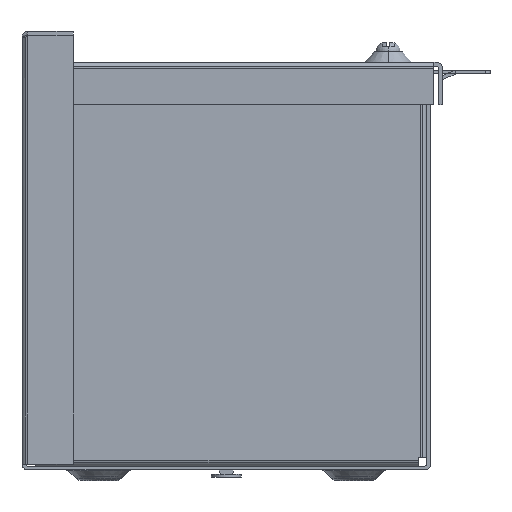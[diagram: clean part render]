
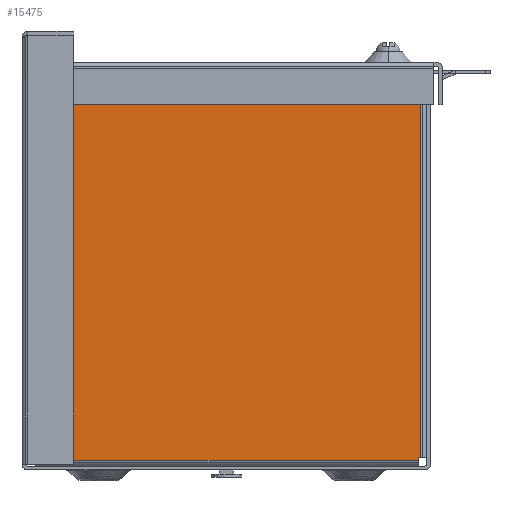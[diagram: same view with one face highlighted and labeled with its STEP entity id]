
A CAD part, left-side view. The second image highlights one B-rep face of the part: STEP entity #15475.
In plain terms, the highlighted planar face has unit normal (-1, 0, 0).
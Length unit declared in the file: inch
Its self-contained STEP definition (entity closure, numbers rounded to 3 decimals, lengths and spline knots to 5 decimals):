
#317 = ORIENTED_EDGE ( 'NONE', *, *, #7434, .T. ) ;
#689 = VERTEX_POINT ( 'NONE', #20690 ) ;
#944 = EDGE_CURVE ( 'NONE', #11210, #6965, #10990, .T. ) ;
#1214 = LINE ( 'NONE', #19461, #18425 ) ;
#2856 = CARTESIAN_POINT ( 'NONE',  ( -18., -2.857, 5.798 ) ) ;
#2896 = EDGE_CURVE ( 'NONE', #6965, #18075, #15183, .T. ) ;
#3248 = DIRECTION ( 'NONE',  ( -1., 0., 0. ) ) ;
#3631 = VECTOR ( 'NONE', #11857, 39.37008 ) ;
#4125 = ORIENTED_EDGE ( 'NONE', *, *, #14950, .T. ) ;
#4211 = LINE ( 'NONE', #13383, #26678 ) ;
#4394 = ORIENTED_EDGE ( 'NONE', *, *, #13263, .T. ) ;
#4830 = CARTESIAN_POINT ( 'NONE',  ( -18., -2.818, 0.143 ) ) ;
#5226 = FACE_OUTER_BOUND ( 'NONE', #10394, .T. ) ;
#5460 = VECTOR ( 'NONE', #27870, 39.37008 ) ;
#5626 = VECTOR ( 'NONE', #19400, 39.37008 ) ;
#5910 = CARTESIAN_POINT ( 'NONE',  ( -18., -2.943, 5.837 ) ) ;
#6309 = VECTOR ( 'NONE', #23565, 39.37008 ) ;
#6644 = ORIENTED_EDGE ( 'NONE', *, *, #14006, .T. ) ;
#6888 = VERTEX_POINT ( 'NONE', #17542 ) ;
#6965 = VERTEX_POINT ( 'NONE', #17030 ) ;
#7081 = CARTESIAN_POINT ( 'NONE',  ( -18., 2.923, 5.798 ) ) ;
#7197 = CARTESIAN_POINT ( 'NONE',  ( -18., -2.818, 5.923 ) ) ;
#7338 = DIRECTION ( 'NONE',  ( 0., -1., 0. ) ) ;
#7434 = EDGE_CURVE ( 'NONE', #18075, #27958, #14151, .T. ) ;
#7917 = LINE ( 'NONE', #14994, #17876 ) ;
#8253 = EDGE_CURVE ( 'NONE', #17019, #6888, #9557, .T. ) ;
#8732 = EDGE_CURVE ( 'NONE', #27879, #9350, #11619, .T. ) ;
#9350 = VERTEX_POINT ( 'NONE', #19805 ) ;
#9474 = LINE ( 'NONE', #18666, #5460 ) ;
#9557 = LINE ( 'NONE', #27951, #13228 ) ;
#9669 = VERTEX_POINT ( 'NONE', #24709 ) ;
#9749 = LINE ( 'NONE', #7197, #3631 ) ;
#9831 = LINE ( 'NONE', #14356, #6309 ) ;
#10233 = CARTESIAN_POINT ( 'NONE',  ( -18., 2.798, 0.143 ) ) ;
#10394 = EDGE_LOOP ( 'NONE', ( #4394, #18813, #26557, #4125, #16961, #13913, #25694, #19645, #317, #6644, #22308, #27429 ) ) ;
#10990 = LINE ( 'NONE', #5910, #21950 ) ;
#11210 = VERTEX_POINT ( 'NONE', #12860 ) ;
#11619 = LINE ( 'NONE', #16599, #25337 ) ;
#11813 = DIRECTION ( 'NONE',  ( 0., 1., 0. ) ) ;
#11857 = DIRECTION ( 'NONE',  ( 0., 0., 1. ) ) ;
#11926 = DIRECTION ( 'NONE',  ( 0., 0., 1. ) ) ;
#12131 = PLANE ( 'NONE',  #28531 ) ;
#12219 = EDGE_CURVE ( 'NONE', #9350, #689, #21337, .T. ) ;
#12281 = CARTESIAN_POINT ( 'NONE',  ( -18., -2.943, 0.182 ) ) ;
#12406 = EDGE_CURVE ( 'NONE', #9669, #13659, #7917, .T. ) ;
#12860 = CARTESIAN_POINT ( 'NONE',  ( -18., -2.818, 5.837 ) ) ;
#13228 = VECTOR ( 'NONE', #11813, 39.37008 ) ;
#13263 = EDGE_CURVE ( 'NONE', #13659, #27879, #1214, .T. ) ;
#13383 = CARTESIAN_POINT ( 'NONE',  ( -18., -2.857, 5.923 ) ) ;
#13659 = VERTEX_POINT ( 'NONE', #10233 ) ;
#13913 = ORIENTED_EDGE ( 'NONE', *, *, #17328, .T. ) ;
#14006 = EDGE_CURVE ( 'NONE', #27958, #25404, #9474, .T. ) ;
#14151 = LINE ( 'NONE', #7081, #24332 ) ;
#14356 = CARTESIAN_POINT ( 'NONE',  ( -18., 2.798, 0.182 ) ) ;
#14682 = CARTESIAN_POINT ( 'NONE',  ( -18., 2.837, 0.182 ) ) ;
#14950 = EDGE_CURVE ( 'NONE', #689, #17019, #4211, .T. ) ;
#14994 = CARTESIAN_POINT ( 'NONE',  ( -18., 2.798, 0.057 ) ) ;
#15183 = LINE ( 'NONE', #17579, #5626 ) ;
#15475 = ADVANCED_FACE ( 'NONE', ( #5226 ), #12131, .T. ) ;
#16599 = CARTESIAN_POINT ( 'NONE',  ( -18., -2.818, 0.182 ) ) ;
#16961 = ORIENTED_EDGE ( 'NONE', *, *, #8253, .T. ) ;
#17019 = VERTEX_POINT ( 'NONE', #2856 ) ;
#17030 = CARTESIAN_POINT ( 'NONE',  ( -18., 2.798, 5.837 ) ) ;
#17204 = DIRECTION ( 'NONE',  ( 0., -1., 0. ) ) ;
#17328 = EDGE_CURVE ( 'NONE', #6888, #11210, #9749, .T. ) ;
#17542 = CARTESIAN_POINT ( 'NONE',  ( -18., -2.818, 5.798 ) ) ;
#17579 = CARTESIAN_POINT ( 'NONE',  ( -18., 2.798, 5.798 ) ) ;
#17843 = VECTOR ( 'NONE', #7338, 39.37008 ) ;
#17876 = VECTOR ( 'NONE', #29005, 39.37008 ) ;
#18069 = DIRECTION ( 'NONE',  ( 0., 0., 1. ) ) ;
#18075 = VERTEX_POINT ( 'NONE', #26658 ) ;
#18425 = VECTOR ( 'NONE', #17204, 39.37008 ) ;
#18666 = CARTESIAN_POINT ( 'NONE',  ( -18., 2.837, 5.923 ) ) ;
#18813 = ORIENTED_EDGE ( 'NONE', *, *, #8732, .T. ) ;
#19114 = DIRECTION ( 'NONE',  ( 0., 1., 0. ) ) ;
#19400 = DIRECTION ( 'NONE',  ( 0., 0., -1. ) ) ;
#19461 = CARTESIAN_POINT ( 'NONE',  ( -18., -2.943, 0.143 ) ) ;
#19507 = CARTESIAN_POINT ( 'NONE',  ( -18., -2.943, 5.923 ) ) ;
#19645 = ORIENTED_EDGE ( 'NONE', *, *, #2896, .T. ) ;
#19805 = CARTESIAN_POINT ( 'NONE',  ( -18., -2.818, 0.182 ) ) ;
#20690 = CARTESIAN_POINT ( 'NONE',  ( -18., -2.857, 0.182 ) ) ;
#21337 = LINE ( 'NONE', #12281, #17843 ) ;
#21950 = VECTOR ( 'NONE', #26996, 39.37008 ) ;
#22308 = ORIENTED_EDGE ( 'NONE', *, *, #25816, .T. ) ;
#23565 = DIRECTION ( 'NONE',  ( 0., -1., 0. ) ) ;
#23616 = DIRECTION ( 'NONE',  ( 0., 1., 0. ) ) ;
#24332 = VECTOR ( 'NONE', #19114, 39.37008 ) ;
#24709 = CARTESIAN_POINT ( 'NONE',  ( -18., 2.798, 0.182 ) ) ;
#25337 = VECTOR ( 'NONE', #11926, 39.37008 ) ;
#25404 = VERTEX_POINT ( 'NONE', #14682 ) ;
#25694 = ORIENTED_EDGE ( 'NONE', *, *, #944, .T. ) ;
#25816 = EDGE_CURVE ( 'NONE', #25404, #9669, #9831, .T. ) ;
#26557 = ORIENTED_EDGE ( 'NONE', *, *, #12219, .T. ) ;
#26658 = CARTESIAN_POINT ( 'NONE',  ( -18., 2.798, 5.798 ) ) ;
#26678 = VECTOR ( 'NONE', #18069, 39.37008 ) ;
#26996 = DIRECTION ( 'NONE',  ( 0., 1., 0. ) ) ;
#27429 = ORIENTED_EDGE ( 'NONE', *, *, #12406, .T. ) ;
#27870 = DIRECTION ( 'NONE',  ( 0., 0., -1. ) ) ;
#27879 = VERTEX_POINT ( 'NONE', #4830 ) ;
#27951 = CARTESIAN_POINT ( 'NONE',  ( -18., -2.818, 5.798 ) ) ;
#27958 = VERTEX_POINT ( 'NONE', #28473 ) ;
#28473 = CARTESIAN_POINT ( 'NONE',  ( -18., 2.837, 5.798 ) ) ;
#28531 = AXIS2_PLACEMENT_3D ( 'NONE', #19507, #3248, #23616 ) ;
#29005 = DIRECTION ( 'NONE',  ( 0., 0., -1. ) ) ;
